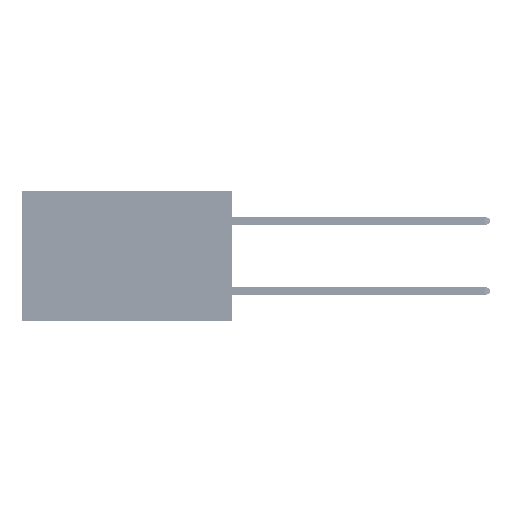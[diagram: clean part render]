
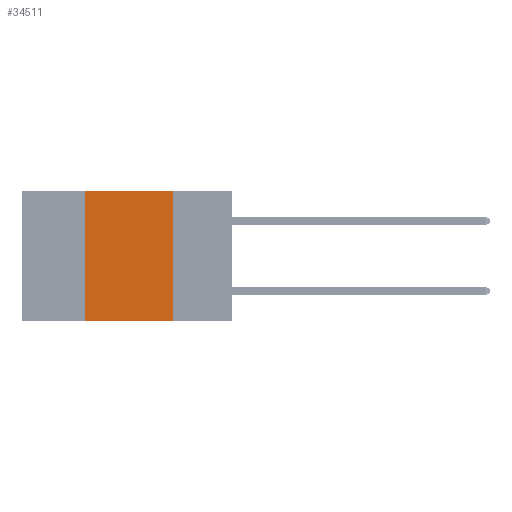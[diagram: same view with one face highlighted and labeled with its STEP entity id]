
A CAD part, left-side view. The second image highlights one B-rep face of the part: STEP entity #34511.
In plain terms, the highlighted planar face has unit normal (-1, 0, 0).
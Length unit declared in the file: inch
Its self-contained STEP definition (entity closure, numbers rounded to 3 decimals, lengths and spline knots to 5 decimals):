
#2473 = VERTEX_POINT ( 'NONE', #48738 ) ;
#2860 = VECTOR ( 'NONE', #30197, 39.37008 ) ;
#5446 = EDGE_CURVE ( 'NONE', #32416, #2473, #11898, .T. ) ;
#6501 = CARTESIAN_POINT ( 'NONE',  ( 0., 0.6, -0.37 ) ) ;
#8292 = CARTESIAN_POINT ( 'NONE',  ( 0., 0.42, -0.37 ) ) ;
#11898 = LINE ( 'NONE', #31593, #31646 ) ;
#11999 = CARTESIAN_POINT ( 'NONE',  ( 0., 0.6, 0. ) ) ;
#12616 = CARTESIAN_POINT ( 'NONE',  ( 0., 0.42, 0. ) ) ;
#14509 = ORIENTED_EDGE ( 'NONE', *, *, #39368, .F. ) ;
#15447 = CARTESIAN_POINT ( 'NONE',  ( 0., 0.17, -0.37 ) ) ;
#15930 = LINE ( 'NONE', #43183, #26372 ) ;
#16034 = DIRECTION ( 'NONE',  ( 0., 0., -1. ) ) ;
#17487 = VERTEX_POINT ( 'NONE', #8292 ) ;
#23665 = LINE ( 'NONE', #12616, #34093 ) ;
#26372 = VECTOR ( 'NONE', #27525, 39.37008 ) ;
#27525 = DIRECTION ( 'NONE',  ( 0., 0., -1. ) ) ;
#28096 = EDGE_LOOP ( 'NONE', ( #14509, #45775, #32404, #42750 ) ) ;
#28502 = DIRECTION ( 'NONE',  ( 0., 0., 1. ) ) ;
#29601 = AXIS2_PLACEMENT_3D ( 'NONE', #11999, #39484, #16034 ) ;
#29892 = EDGE_CURVE ( 'NONE', #17487, #41962, #44811, .T. ) ;
#30197 = DIRECTION ( 'NONE',  ( 0., -1., 0. ) ) ;
#31593 = CARTESIAN_POINT ( 'NONE',  ( 0., 0.6, 0. ) ) ;
#31646 = VECTOR ( 'NONE', #35527, 39.37008 ) ;
#32404 = ORIENTED_EDGE ( 'NONE', *, *, #45526, .F. ) ;
#32416 = VERTEX_POINT ( 'NONE', #49208 ) ;
#34093 = VECTOR ( 'NONE', #28502, 39.37008 ) ;
#34511 = ADVANCED_FACE ( 'NONE', ( #46911 ), #47166, .F. ) ;
#35527 = DIRECTION ( 'NONE',  ( 0., -1., 0. ) ) ;
#39368 = EDGE_CURVE ( 'NONE', #2473, #41962, #15930, .T. ) ;
#39484 = DIRECTION ( 'NONE',  ( 1., 0., 0. ) ) ;
#41962 = VERTEX_POINT ( 'NONE', #15447 ) ;
#42750 = ORIENTED_EDGE ( 'NONE', *, *, #29892, .T. ) ;
#43183 = CARTESIAN_POINT ( 'NONE',  ( 0., 0.17, 0. ) ) ;
#44811 = LINE ( 'NONE', #6501, #2860 ) ;
#45526 = EDGE_CURVE ( 'NONE', #17487, #32416, #23665, .T. ) ;
#45775 = ORIENTED_EDGE ( 'NONE', *, *, #5446, .F. ) ;
#46911 = FACE_OUTER_BOUND ( 'NONE', #28096, .T. ) ;
#47166 = PLANE ( 'NONE',  #29601 ) ;
#48738 = CARTESIAN_POINT ( 'NONE',  ( 0., 0.17, 0. ) ) ;
#49208 = CARTESIAN_POINT ( 'NONE',  ( 0., 0.42, 0. ) ) ;
